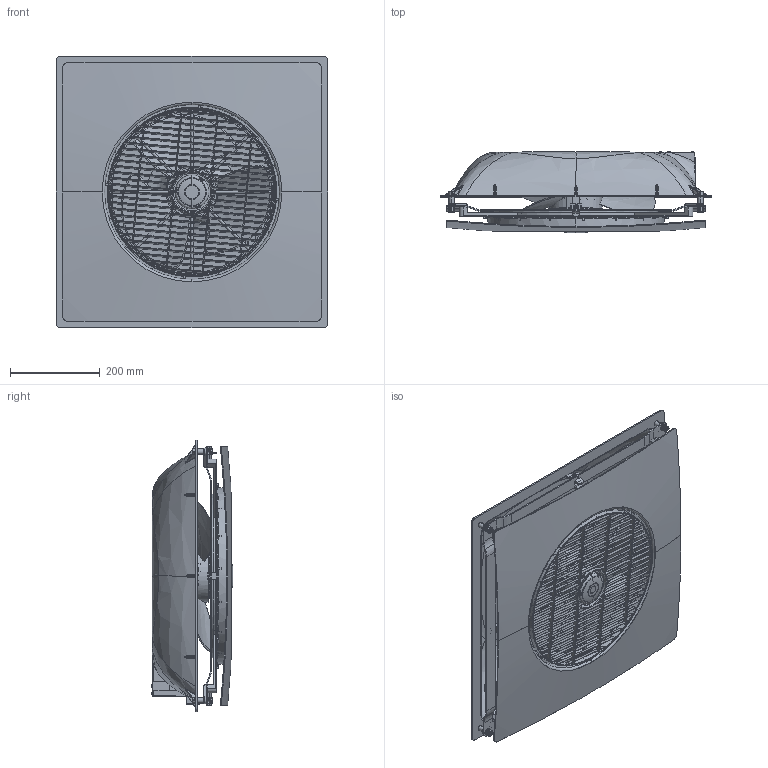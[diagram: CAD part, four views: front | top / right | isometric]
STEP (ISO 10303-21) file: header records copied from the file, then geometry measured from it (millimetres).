
FILE_DESCRIPTION (( 'STEP AP214' ), '1' );
FILE_NAME ('ALASKA-FAN_MAIN.STEP', '2023-03-01T18:20:58', ( '' ), ( '' ), 'SwSTEP 2.0', 'SolidWorks 2021', '' );
FILE_SCHEMA (( 'AUTOMOTIVE_DESIGN' ));
Length unit declared in the file: millimetre
Products named in the file (1): ALASKA-FAN_MAIN
Bounding box: 603.25 x 181.29 x 603.25 mm (x, y, z)
Volume: 3639795.8 mm3; surface area: 2585604.8 mm2
Topology: 31 solids, 31 shells, 4617 faces, 12901 edges, 8216 vertices
Faces by surface type: cylinder 1870, plane 1455, bspline 639, torus 349, cone 257, sphere 47
Entity records: 239503 total; most frequent: CARTESIAN_POINT 127399, ORIENTED_EDGE 25642, DIRECTION 21070, EDGE_CURVE 12821, VERTEX_POINT 8216, AXIS2_PLACEMENT_3D 7809, LINE 5452, VECTOR 5452
